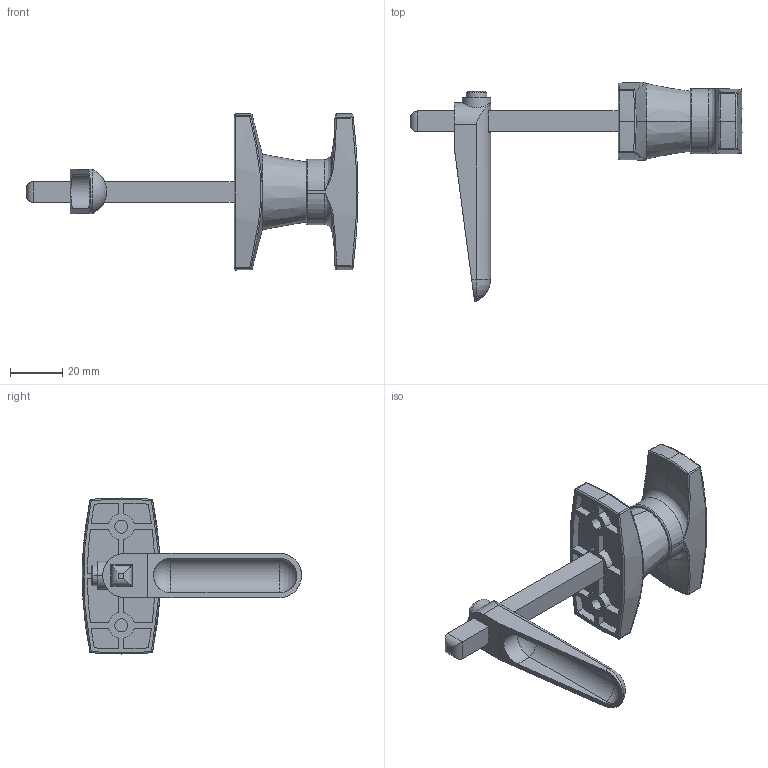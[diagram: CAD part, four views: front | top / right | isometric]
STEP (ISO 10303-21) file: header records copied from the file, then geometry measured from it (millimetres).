
FILE_DESCRIPTION (( 'STEP AP214' ), '1' );
FILE_NAME ('Äâåðíîé çàìîê (â ñáîðå).STEP', '2025-09-04T07:57:05', ( '' ), ( '' ), 'SwSTEP 2.0', 'SolidWorks 2021', '' );
FILE_SCHEMA (( 'AUTOMOTIVE_DESIGN' ));
Length unit declared in the file: millimetre
Products named in the file (4): ﾙ裲鸙萵; Äâåðíîé çàìîê (â ñáîðå); Ðóêîÿòü; 眈襝鍙
Assembly tree (3 placements, depth 2):
  Äâåðíîé çàìîê (â ñáîðå)
    眈襝鍙
    Ðóêîÿòü
    ﾙ裲鸙萵
Bounding box: 127.69 x 84.34 x 60 mm (x, y, z)
Volume: 50240.9 mm3; surface area: 21756.1 mm2
Topology: 4 solids, 4 shells, 203 faces, 456 edges, 275 vertices
Faces by surface type: cylinder 73, plane 62, sphere 23, bspline 22, torus 17, cone 6
Entity records: 7703 total; most frequent: CARTESIAN_POINT 3093, DIRECTION 952, ORIENTED_EDGE 912, EDGE_CURVE 456, AXIS2_PLACEMENT_3D 375, VERTEX_POINT 275, EDGE_LOOP 223, ADVANCED_FACE 203
